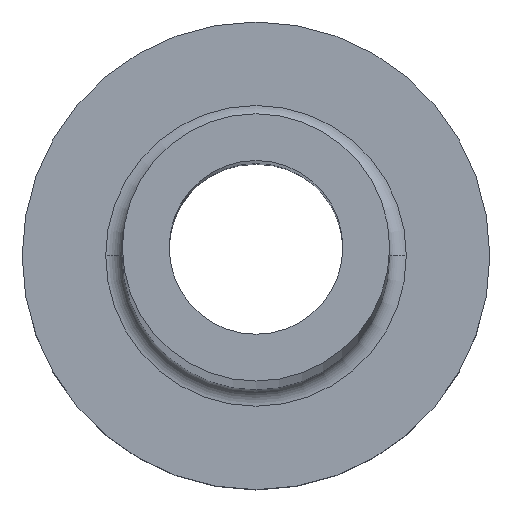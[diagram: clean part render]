
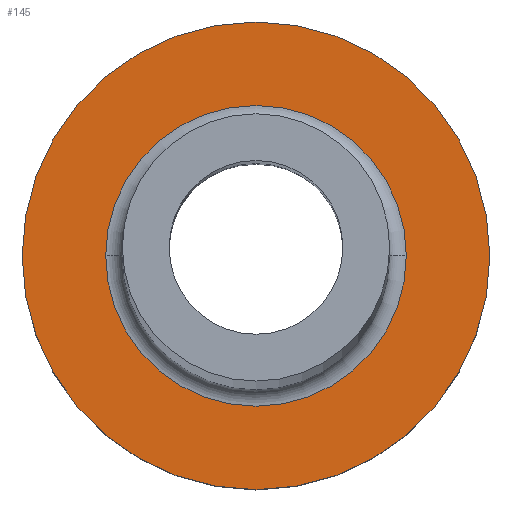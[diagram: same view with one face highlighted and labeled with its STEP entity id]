
A CAD part, top view. The second image highlights one B-rep face of the part: STEP entity #145.
In plain terms, the highlighted planar face has unit normal (0, 0, 1).
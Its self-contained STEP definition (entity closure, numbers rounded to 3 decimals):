
#12 = FACE_BOUND ( 'NONE', #216, .T. ) ;
#13 = EDGE_CURVE ( 'NONE', #273, #239, #70, .T. ) ;
#44 = DIRECTION ( 'NONE',  ( 1., 0., 0. ) ) ;
#60 = EDGE_LOOP ( 'NONE', ( #312, #384 ) ) ;
#70 = CIRCLE ( 'NONE', #387, 4.5 ) ;
#90 = CARTESIAN_POINT ( 'NONE',  ( 0., 0., 5. ) ) ;
#118 = CIRCLE ( 'NONE', #139, 4.5 ) ;
#131 = CARTESIAN_POINT ( 'NONE',  ( -4.5, 0., 5. ) ) ;
#139 = AXIS2_PLACEMENT_3D ( 'NONE', #408, #268, #378 ) ;
#145 = ADVANCED_FACE ( 'NONE', ( #12, #254 ), #148, .T. ) ;
#148 = PLANE ( 'NONE',  #403 ) ;
#171 = DIRECTION ( 'NONE',  ( 1., 0., 0. ) ) ;
#202 = CIRCLE ( 'NONE', #211, 7. ) ;
#210 = DIRECTION ( 'NONE',  ( 1., 0., 0. ) ) ;
#211 = AXIS2_PLACEMENT_3D ( 'NONE', #409, #381, #210 ) ;
#216 = EDGE_LOOP ( 'NONE', ( #300, #220 ) ) ;
#220 = ORIENTED_EDGE ( 'NONE', *, *, #13, .T. ) ;
#228 = CARTESIAN_POINT ( 'NONE',  ( 0., 0., 5. ) ) ;
#230 = CARTESIAN_POINT ( 'NONE',  ( -7., 0., 5. ) ) ;
#239 = VERTEX_POINT ( 'NONE', #309 ) ;
#242 = VERTEX_POINT ( 'NONE', #307 ) ;
#246 = CIRCLE ( 'NONE', #377, 7. ) ;
#254 = FACE_OUTER_BOUND ( 'NONE', #60, .T. ) ;
#266 = DIRECTION ( 'NONE',  ( 0., 0., 1. ) ) ;
#268 = DIRECTION ( 'NONE',  ( 0., 0., -1. ) ) ;
#273 = VERTEX_POINT ( 'NONE', #131 ) ;
#295 = DIRECTION ( 'NONE',  ( 0., 0., 1. ) ) ;
#300 = ORIENTED_EDGE ( 'NONE', *, *, #348, .T. ) ;
#307 = CARTESIAN_POINT ( 'NONE',  ( 7., 0., 5. ) ) ;
#309 = CARTESIAN_POINT ( 'NONE',  ( 4.5, 0., 5. ) ) ;
#312 = ORIENTED_EDGE ( 'NONE', *, *, #414, .T. ) ;
#326 = DIRECTION ( 'NONE',  ( 1., 0., 0. ) ) ;
#348 = EDGE_CURVE ( 'NONE', #239, #273, #118, .T. ) ;
#366 = VERTEX_POINT ( 'NONE', #230 ) ;
#367 = DIRECTION ( 'NONE',  ( 0., 0., -1. ) ) ;
#377 = AXIS2_PLACEMENT_3D ( 'NONE', #447, #266, #171 ) ;
#378 = DIRECTION ( 'NONE',  ( 1., 0., 0. ) ) ;
#381 = DIRECTION ( 'NONE',  ( 0., 0., 1. ) ) ;
#384 = ORIENTED_EDGE ( 'NONE', *, *, #449, .T. ) ;
#387 = AXIS2_PLACEMENT_3D ( 'NONE', #90, #367, #44 ) ;
#403 = AXIS2_PLACEMENT_3D ( 'NONE', #228, #295, #326 ) ;
#408 = CARTESIAN_POINT ( 'NONE',  ( 0., 0., 5. ) ) ;
#409 = CARTESIAN_POINT ( 'NONE',  ( 0., 0., 5. ) ) ;
#414 = EDGE_CURVE ( 'NONE', #366, #242, #246, .T. ) ;
#447 = CARTESIAN_POINT ( 'NONE',  ( 0., 0., 5. ) ) ;
#449 = EDGE_CURVE ( 'NONE', #242, #366, #202, .T. ) ;
